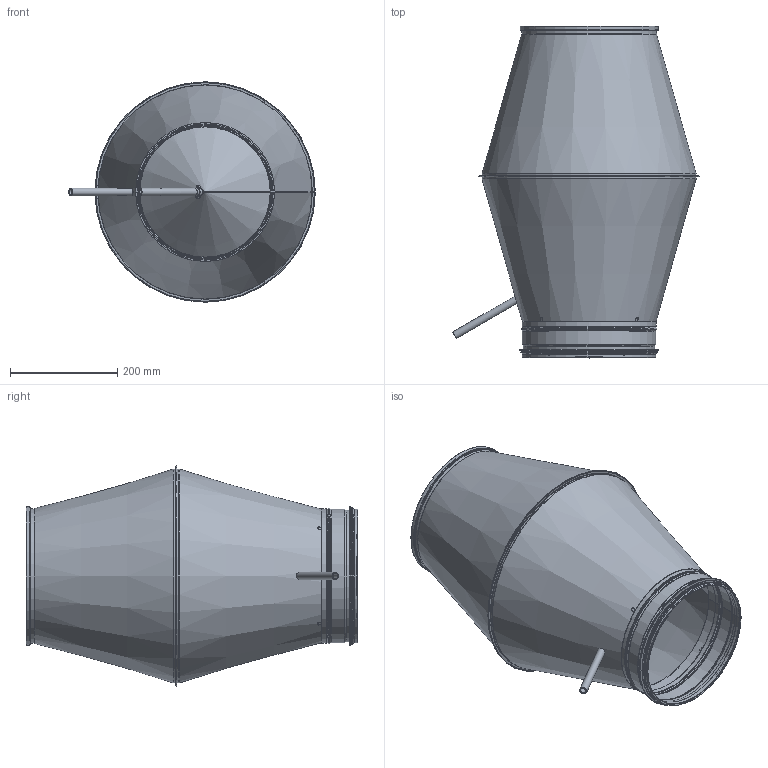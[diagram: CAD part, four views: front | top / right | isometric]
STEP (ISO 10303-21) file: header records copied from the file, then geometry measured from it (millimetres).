
FILE_DESCRIPTION(/* description */ ('Underdel HJH'),/* implementation_level */ '2;1');
FILE_NAME(/* name */ 'HJH-05.stp',/* time_stamp */ '2016-04-01T08:53:50+02:00',/* author */ ('CAD'),/* organization */ (''),/* preprocessor_version */ 'ST-DEVELOPER v15.6',/* originating_system */ 'Autodesk Inventor 2015',/* authorisation */ '');
FILE_SCHEMA (('AUTOMOTIVE_DESIGN { 1 0 10303 214 3 1 1 }'));
Length unit declared in the file: millimetre
Products named in the file (11): HJH-AA-05; HJH-AB-05; HJH-AC-05; HJH-AD-05; StosStödsickRörämne-250; 999007; StosStödsick-250; Slang-HJH-250; Slangklämma; BlindnitmutterM6; HJH-05
Bounding box: 460.05 x 618.99 x 411.2 mm (x, y, z)
Volume: 513842.1 mm3; surface area: 1640248.4 mm2
Topology: 15 solids, 15 shells, 301 faces, 632 edges, 352 vertices
Faces by surface type: plane 139, cylinder 67, cone 48, torus 42, bspline 5
Full cylindrical faces by diameter (mm): 10 x3, 14 x2, 243.1 x1, 244.1 x1, 245.3 x1, 247.9 x6, 248.9 x4, 250.1 x1, 250.5 x1, 251.7 x1, 254.3 x1, 256.5 x1, 257.7 x1, 259.3 x1, 398 x2, 399.2 x2, 400 x1, 408 x1
Entity records: 8050 total; most frequent: CARTESIAN_POINT 1774, DIRECTION 1344, ORIENTED_EDGE 1092, EDGE_CURVE 546, AXIS2_PLACEMENT_3D 542, VERTEX_POINT 315, EDGE_LOOP 301, FACE_OUTER_BOUND 265
